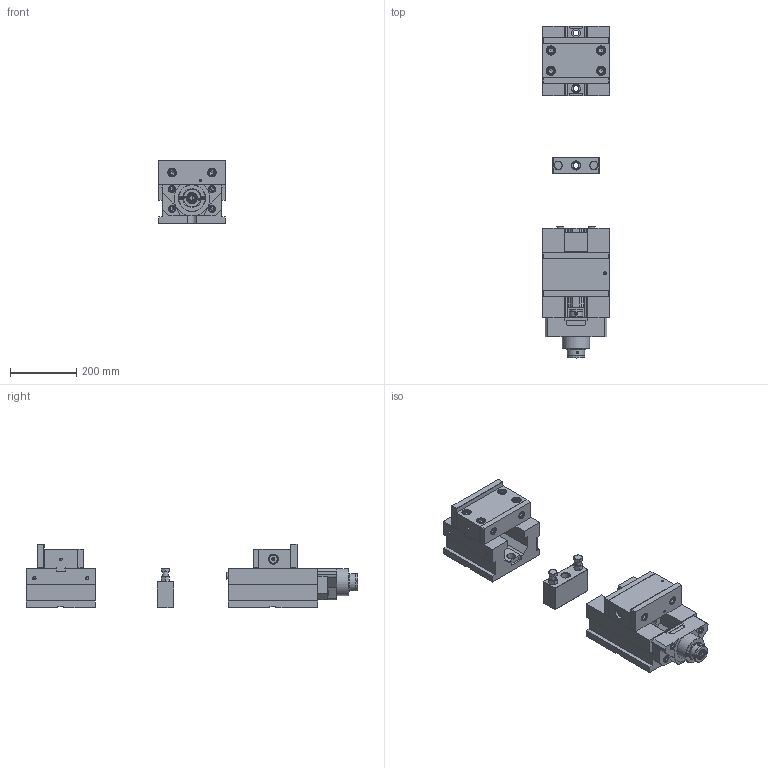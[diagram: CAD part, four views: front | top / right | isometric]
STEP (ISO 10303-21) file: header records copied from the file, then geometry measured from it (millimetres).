
FILE_DESCRIPTION(/* description */ (''),/* implementation_level */ '2;1');
FILE_NAME(/* name */ '1AOM200GA0101.stp',/* time_stamp */ '2020-03-17T11:07:39+08:00',/* author */ ('AUTOWELL002'),/* organization */ (''),/* preprocessor_version */ 'ST-DEVELOPER v17',/* originating_system */ 'Autodesk Inventor 2019',/* authorisation */ '');
FILE_SCHEMA (('AUTOMOTIVE_DESIGN { 1 0 10303 214 3 1 1 }'));
Length unit declared in the file: millimetre
Products named in the file (1): 1AOM200GA0101
Bounding box: 202.01 x 1003.39 x 193 mm (x, y, z)
Volume: 12056489.7 mm3; surface area: 1146184.4 mm2
Topology: 10 solids, 65 shells, 1474 faces, 3827 edges, 2504 vertices
Faces by surface type: plane 773, cylinder 315, cone 305, torus 59, bspline 22
Full cylindrical faces by diameter (mm): 2.459 x2, 3 x2, 3.242 x2, 3.3 x2, 4.134 x1, 4.917 x10, 4.978 x2, 5.5 x2, 6 x11, 6.3 x1, 6.5 x1, 6.6 x2, 6.647 x1, 6.8 x1, 7.3 x2, 8 x1, 8.376 x6, 9 x2, 10 x3, 10.106 x6, 10.3 x1, 11 x2, 12 x13, 12.647 x1, 13 x2, 13.5 x4, 13.835 x6, 14 x11, 14.5 x1, 15 x4
Entity records: 47896 total; most frequent: CARTESIAN_POINT 10180, DIRECTION 7708, ORIENTED_EDGE 7528, EDGE_CURVE 3764, AXIS2_PLACEMENT_3D 2895, VERTEX_POINT 2504, LINE 1918, VECTOR 1918
